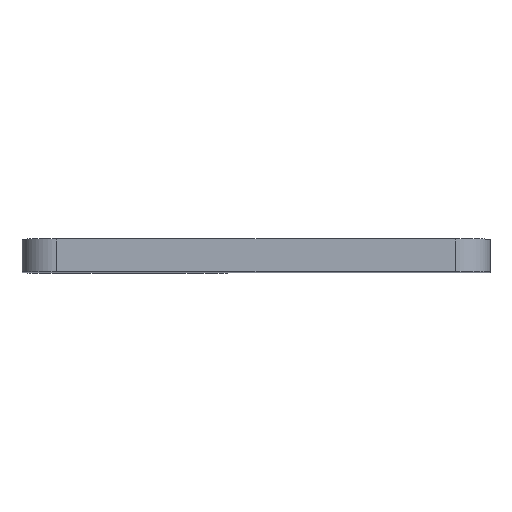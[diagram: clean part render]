
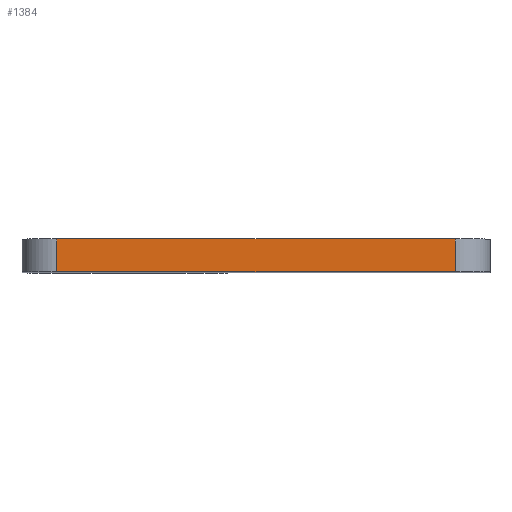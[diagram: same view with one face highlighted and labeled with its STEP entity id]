
A CAD part, top view. The second image highlights one B-rep face of the part: STEP entity #1384.
In plain terms, the highlighted planar face has unit normal (0, 0, 1).
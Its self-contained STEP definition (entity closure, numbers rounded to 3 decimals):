
#58 = CARTESIAN_POINT ( 'NONE',  ( 24.267, 4., 0. ) ) ;
#70 = DIRECTION ( 'NONE',  ( 1., 0., 0. ) ) ;
#101 = DIRECTION ( 'NONE',  ( -1., 0., 0. ) ) ;
#248 = CARTESIAN_POINT ( 'NONE',  ( 24.267, 4., 0. ) ) ;
#256 = AXIS2_PLACEMENT_3D ( 'NONE', #459, #826, #101 ) ;
#304 = VERTEX_POINT ( 'NONE', #1395 ) ;
#317 = EDGE_CURVE ( 'NONE', #500, #1136, #389, .T. ) ;
#356 = DIRECTION ( 'NONE',  ( 1., 0., 0. ) ) ;
#359 = VECTOR ( 'NONE', #70, 1000. ) ;
#389 = LINE ( 'NONE', #248, #1286 ) ;
#459 = CARTESIAN_POINT ( 'NONE',  ( 24.267, 4., 0. ) ) ;
#500 = VERTEX_POINT ( 'NONE', #1297 ) ;
#521 = ORIENTED_EDGE ( 'NONE', *, *, #317, .F. ) ;
#549 = CARTESIAN_POINT ( 'NONE',  ( 24.267, 0., 0. ) ) ;
#678 = FACE_OUTER_BOUND ( 'NONE', #1404, .T. ) ;
#807 = LINE ( 'NONE', #58, #884 ) ;
#826 = DIRECTION ( 'NONE',  ( 0., 0., -1. ) ) ;
#884 = VECTOR ( 'NONE', #898, 1000. ) ;
#890 = ORIENTED_EDGE ( 'NONE', *, *, #976, .T. ) ;
#898 = DIRECTION ( 'NONE',  ( 0., -1., 0. ) ) ;
#938 = CARTESIAN_POINT ( 'NONE',  ( -24.267, 0., 0. ) ) ;
#976 = EDGE_CURVE ( 'NONE', #1371, #304, #1282, .T. ) ;
#1018 = CARTESIAN_POINT ( 'NONE',  ( 24.267, 4., 0. ) ) ;
#1041 = DIRECTION ( 'NONE',  ( 0., -1., 0. ) ) ;
#1136 = VERTEX_POINT ( 'NONE', #1018 ) ;
#1141 = EDGE_CURVE ( 'NONE', #1136, #304, #807, .T. ) ;
#1168 = CARTESIAN_POINT ( 'NONE',  ( -24.267, 4., 0. ) ) ;
#1282 = LINE ( 'NONE', #549, #359 ) ;
#1286 = VECTOR ( 'NONE', #356, 1000. ) ;
#1297 = CARTESIAN_POINT ( 'NONE',  ( -24.267, 4., 0. ) ) ;
#1306 = VECTOR ( 'NONE', #1041, 1000. ) ;
#1308 = EDGE_CURVE ( 'NONE', #500, #1371, #1355, .T. ) ;
#1355 = LINE ( 'NONE', #1168, #1306 ) ;
#1362 = ORIENTED_EDGE ( 'NONE', *, *, #1308, .T. ) ;
#1371 = VERTEX_POINT ( 'NONE', #938 ) ;
#1384 = ADVANCED_FACE ( 'NONE', ( #678 ), #1567, .F. ) ;
#1395 = CARTESIAN_POINT ( 'NONE',  ( 24.267, 0., 0. ) ) ;
#1404 = EDGE_LOOP ( 'NONE', ( #890, #1559, #521, #1362 ) ) ;
#1559 = ORIENTED_EDGE ( 'NONE', *, *, #1141, .F. ) ;
#1567 = PLANE ( 'NONE',  #256 ) ;
